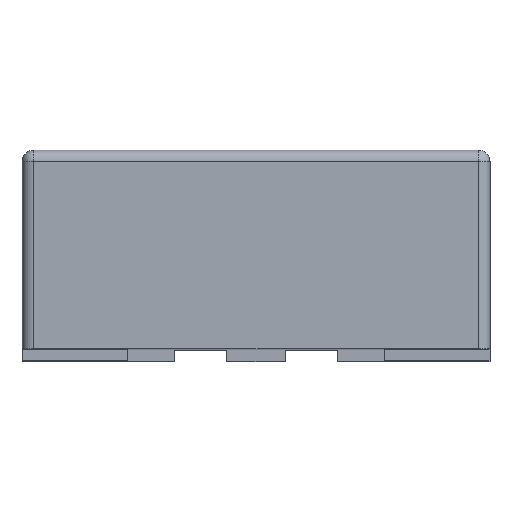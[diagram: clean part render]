
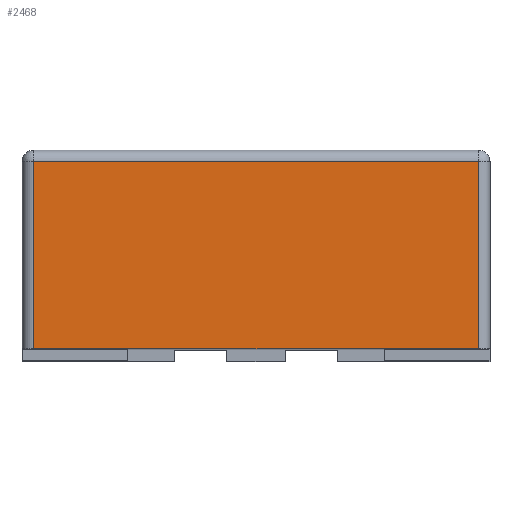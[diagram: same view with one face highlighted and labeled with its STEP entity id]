
A CAD part, top view. The second image highlights one B-rep face of the part: STEP entity #2468.
In plain terms, the highlighted planar face has unit normal (0, 0, 1).
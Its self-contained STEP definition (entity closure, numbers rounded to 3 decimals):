
#41=PLANE('',#2655);
#185=FACE_OUTER_BOUND('',#330,.T.);
#330=EDGE_LOOP('',(#1785,#1786,#1787,#1788));
#464=LINE('',#3474,#798);
#467=LINE('',#3499,#801);
#470=LINE('',#3503,#804);
#479=LINE('',#3527,#813);
#798=VECTOR('',#2812,10.);
#801=VECTOR('',#2839,10.);
#804=VECTOR('',#2844,10.);
#813=VECTOR('',#2873,10.);
#1152=VERTEX_POINT('',#3463);
#1155=VERTEX_POINT('',#3470);
#1164=VERTEX_POINT('',#3492);
#1166=VERTEX_POINT('',#3497);
#1390=EDGE_CURVE('',#1152,#1155,#464,.T.);
#1401=EDGE_CURVE('',#1166,#1164,#467,.T.);
#1404=EDGE_CURVE('',#1164,#1152,#470,.T.);
#1417=EDGE_CURVE('',#1166,#1155,#479,.T.);
#1785=ORIENTED_EDGE('',*,*,#1390,.F.);
#1786=ORIENTED_EDGE('',*,*,#1404,.F.);
#1787=ORIENTED_EDGE('',*,*,#1401,.F.);
#1788=ORIENTED_EDGE('',*,*,#1417,.T.);
#2468=ADVANCED_FACE('',(#185),#41,.T.);
#2655=AXIS2_PLACEMENT_3D('',#3526,#2871,#2872);
#2812=DIRECTION('',(0.,-1.,0.));
#2839=DIRECTION('',(0.,1.,0.));
#2844=DIRECTION('',(1.,0.,0.));
#2871=DIRECTION('center_axis',(0.,0.,1.));
#2872=DIRECTION('ref_axis',(1.,0.,0.));
#2873=DIRECTION('',(1.,0.,0.));
#3463=CARTESIAN_POINT('',(0.95,0.85,1.5));
#3470=CARTESIAN_POINT('',(0.95,0.05,1.5));
#3474=CARTESIAN_POINT('',(0.95,0.,1.5));
#3492=CARTESIAN_POINT('',(-0.95,0.85,1.5));
#3497=CARTESIAN_POINT('',(-0.95,0.05,1.5));
#3499=CARTESIAN_POINT('',(-0.95,0.,1.5));
#3503=CARTESIAN_POINT('',(-0.5,0.85,1.5));
#3526=CARTESIAN_POINT('Origin',(-1.,0.,1.5));
#3527=CARTESIAN_POINT('',(-0.5,0.05,1.5));
